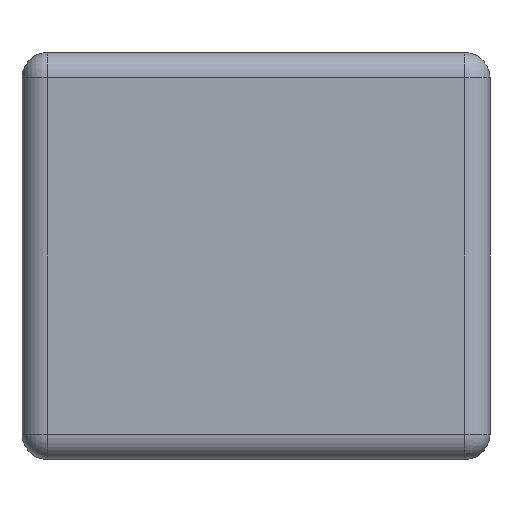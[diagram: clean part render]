
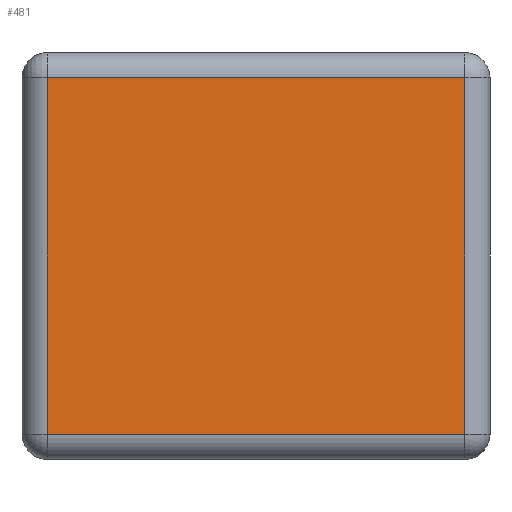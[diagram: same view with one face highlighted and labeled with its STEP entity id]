
A CAD part, left-side view. The second image highlights one B-rep face of the part: STEP entity #481.
In plain terms, the highlighted planar face has unit normal (-1, 0, 0).
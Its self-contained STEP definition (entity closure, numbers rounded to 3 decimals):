
#293 = DIRECTION ( 'NONE',  ( 0., 0., 1. ) ) ;
#294 = VECTOR ( 'NONE', #293, 1000. ) ;
#295 = CARTESIAN_POINT ( 'NONE',  ( -0.8, 0.05, 0.4 ) ) ;
#297 = LINE ( 'NONE', #295, #294 ) ;
#472 = EDGE_CURVE ( 'NONE', #475, #473, #820, .T. ) ;
#473 = VERTEX_POINT ( 'NONE', #816 ) ;
#474 = ORIENTED_EDGE ( 'NONE', *, *, #472, .T. ) ;
#475 = VERTEX_POINT ( 'NONE', #815 ) ;
#476 = VERTEX_POINT ( 'NONE', #814 ) ;
#477 = EDGE_LOOP ( 'NONE', ( #479, #474, #654, #1130 ) ) ;
#478 = EDGE_CURVE ( 'NONE', #476, #475, #812, .T. ) ;
#479 = ORIENTED_EDGE ( 'NONE', *, *, #478, .T. ) ;
#481 = ADVANCED_FACE ( 'NONE', ( #808 ), #845, .F. ) ;
#654 = ORIENTED_EDGE ( 'NONE', *, *, #656, .T. ) ;
#656 = EDGE_CURVE ( 'NONE', #473, #657, #1474, .T. ) ;
#657 = VERTEX_POINT ( 'NONE', #1525 ) ;
#808 = FACE_OUTER_BOUND ( 'NONE', #477, .T. ) ;
#809 = DIRECTION ( 'NONE',  ( 0., 1., 0. ) ) ;
#810 = VECTOR ( 'NONE', #809, 1000. ) ;
#811 = CARTESIAN_POINT ( 'NONE',  ( -0.8, 0.92, 0.35 ) ) ;
#812 = LINE ( 'NONE', #811, #810 ) ;
#814 = CARTESIAN_POINT ( 'NONE',  ( -0.8, 0.05, 0.35 ) ) ;
#815 = CARTESIAN_POINT ( 'NONE',  ( -0.8, 0.87, 0.35 ) ) ;
#816 = CARTESIAN_POINT ( 'NONE',  ( -0.8, 0.87, -0.35 ) ) ;
#817 = DIRECTION ( 'NONE',  ( 0., 0., -1. ) ) ;
#818 = VECTOR ( 'NONE', #817, 1000. ) ;
#819 = CARTESIAN_POINT ( 'NONE',  ( -0.8, 0.87, 0.4 ) ) ;
#820 = LINE ( 'NONE', #819, #818 ) ;
#841 = DIRECTION ( 'NONE',  ( 0., 0., -1. ) ) ;
#842 = DIRECTION ( 'NONE',  ( 1., 0., 0. ) ) ;
#843 = CARTESIAN_POINT ( 'NONE',  ( -0.8, 0.92, 0.4 ) ) ;
#844 = AXIS2_PLACEMENT_3D ( 'NONE', #843, #842, #841 ) ;
#845 = PLANE ( 'NONE',  #844 ) ;
#1130 = ORIENTED_EDGE ( 'NONE', *, *, #1185, .T. ) ;
#1185 = EDGE_CURVE ( 'NONE', #657, #476, #297, .T. ) ;
#1472 = VECTOR ( 'NONE', #1526, 1000. ) ;
#1473 = CARTESIAN_POINT ( 'NONE',  ( -0.8, 0.92, -0.35 ) ) ;
#1474 = LINE ( 'NONE', #1473, #1472 ) ;
#1525 = CARTESIAN_POINT ( 'NONE',  ( -0.8, 0.05, -0.35 ) ) ;
#1526 = DIRECTION ( 'NONE',  ( 0., -1., 0. ) ) ;
